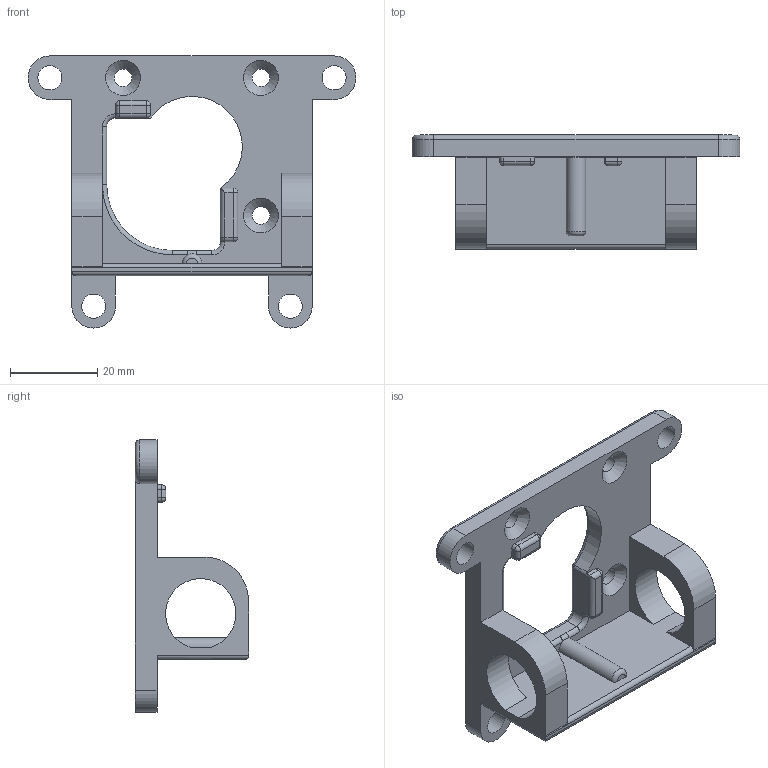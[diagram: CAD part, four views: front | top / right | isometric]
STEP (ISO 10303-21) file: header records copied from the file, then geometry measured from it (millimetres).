
FILE_DESCRIPTION( ( '' ), ' ' );
FILE_NAME( '5ebcb95b1a1e2914bd56b527.step', '2020-05-14T03:22:03', ( '' ), ( '' ), ' ', ' ', ' ' );
FILE_SCHEMA( ( 'AUTOMOTIVE_DESIGN { 1 0 10303 214 1 1 1 1 }' ) );
Length unit declared in the file: metre
Products named in the file (1): base
Bounding box: 75 x 26 x 62.25 mm (x, y, z)
Volume: 17027.4 mm3; surface area: 10663.2 mm2
Topology: 1 solids, 1 shells, 108 faces, 281 edges, 164 vertices
Faces by surface type: cylinder 52, plane 34, torus 10, sphere 8, cone 3, bspline 1
Full cylindrical faces by diameter (mm): 4 x3, 5.5 x4
Entity records: 4211 total; most frequent: CARTESIAN_POINT 663, DIRECTION 595, ORIENTED_EDGE 526, EDGE_CURVE 263, AXIS2_PLACEMENT_3D 227, VERTEX_POINT 164, LINE 141, VECTOR 141
